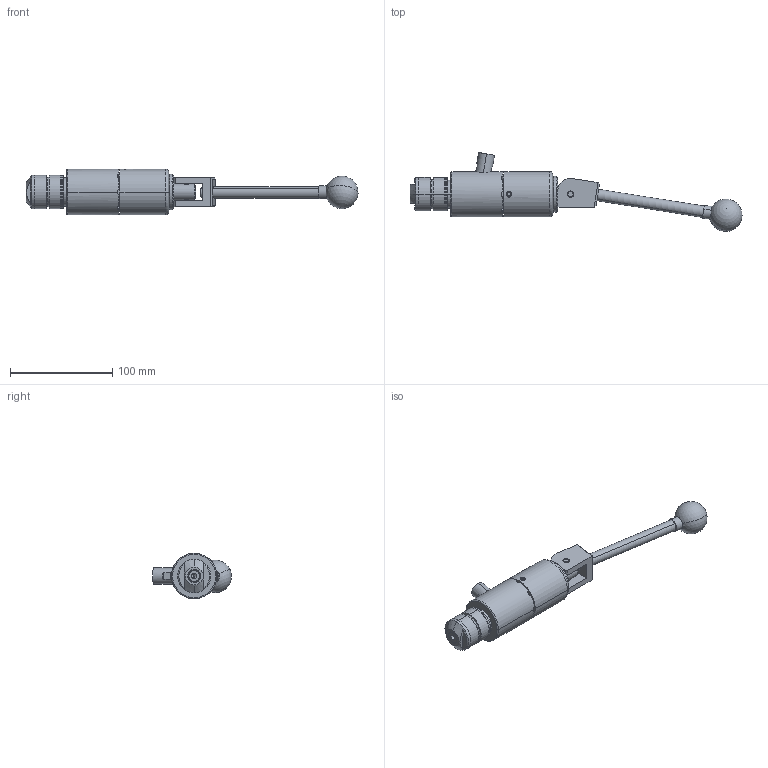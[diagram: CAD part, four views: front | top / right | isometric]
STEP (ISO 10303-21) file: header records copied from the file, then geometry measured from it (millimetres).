
FILE_DESCRIPTION (( 'STEP AP214' ), '1' );
FILE_NAME ('CTSC-003561.STEP', '2025-05-28T12:54:06', ( '' ), ( '' ), 'SwSTEP 2.0', 'SolidWorks 2023', '' );
FILE_SCHEMA (( 'AUTOMOTIVE_DESIGN' ));
Length unit declared in the file: inch
Products named in the file (1): CTSC-003561
Bounding box: 324.96 x 77.27 x 44.45 mm (x, y, z)
Volume: 236126.6 mm3; surface area: 52930.1 mm2
Topology: 10 solids, 10 shells, 292 faces, 697 edges, 441 vertices
Faces by surface type: cylinder 120, plane 107, cone 44, torus 16, bspline 3, sphere 2
Entity records: 13929 total; most frequent: CARTESIAN_POINT 3385, DIRECTION 1426, ORIENTED_EDGE 1376, EDGE_CURVE 688, AXIS2_PLACEMENT_3D 568, VERTEX_POINT 438, EDGE_LOOP 334, UNCERTAINTY_MEASURE_WITH_UNIT 294
